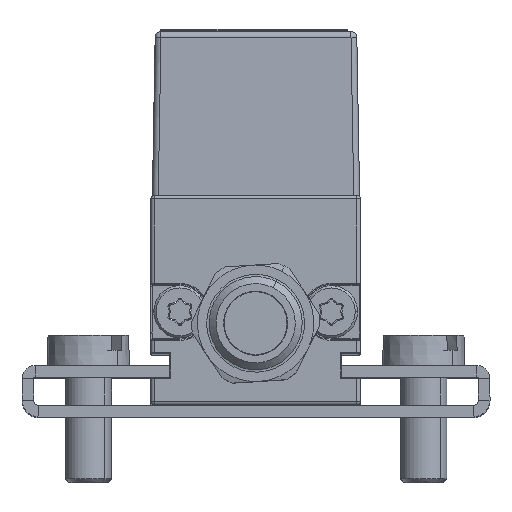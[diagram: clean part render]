
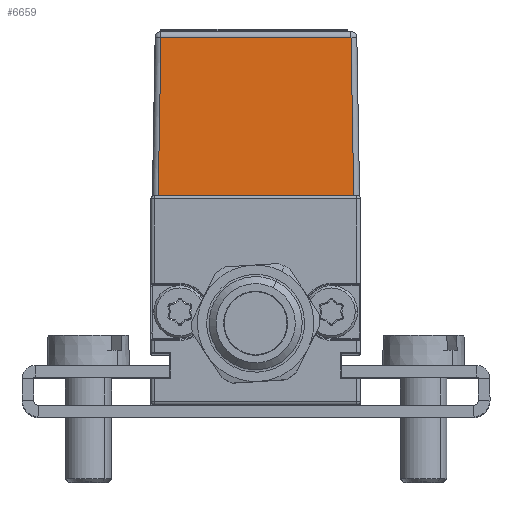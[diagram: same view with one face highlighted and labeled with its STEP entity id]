
A CAD part, top view. The second image highlights one B-rep face of the part: STEP entity #6659.
In plain terms, the highlighted planar face has unit normal (0, 0.018, 1).
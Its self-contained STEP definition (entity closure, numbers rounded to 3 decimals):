
#487 = DIRECTION ( 'NONE',  ( -0.017, -1., 0.017 ) ) ;
#1592 = PLANE ( 'NONE',  #21591 ) ;
#1885 = EDGE_LOOP ( 'NONE', ( #24137, #11293, #15182, #14965 ) ) ;
#1938 = FACE_OUTER_BOUND ( 'NONE', #1885, .T. ) ;
#2080 = VERTEX_POINT ( 'NONE', #7793 ) ;
#2307 = EDGE_CURVE ( 'NONE', #20766, #19241, #17994, .T. ) ;
#2524 = DIRECTION ( 'NONE',  ( 1., 0., 0. ) ) ;
#4338 = DIRECTION ( 'NONE',  ( -1., 0., 0. ) ) ;
#4703 = CARTESIAN_POINT ( 'NONE',  ( -8.868, 31.583, 82.771 ) ) ;
#4852 = CARTESIAN_POINT ( 'NONE',  ( 8.189, 31.583, 82.771 ) ) ;
#6455 = CARTESIAN_POINT ( 'NONE',  ( 8.421, 18.302, 83.003 ) ) ;
#6659 = ADVANCED_FACE ( 'NONE', ( #1938 ), #1592, .T. ) ;
#7793 = CARTESIAN_POINT ( 'NONE',  ( 8.426, 18., 83.009 ) ) ;
#8573 = DIRECTION ( 'NONE',  ( -0.017, 1., -0.017 ) ) ;
#8754 = CARTESIAN_POINT ( 'NONE',  ( -8.868, 18., 83.009 ) ) ;
#8841 = VECTOR ( 'NONE', #2524, 1000. ) ;
#9650 = EDGE_CURVE ( 'NONE', #19241, #17065, #26438, .T. ) ;
#10029 = CARTESIAN_POINT ( 'NONE',  ( -8.868, 18., 83.009 ) ) ;
#10075 = CARTESIAN_POINT ( 'NONE',  ( -8.366, 18., 83.009 ) ) ;
#11293 = ORIENTED_EDGE ( 'NONE', *, *, #2307, .T. ) ;
#12093 = DIRECTION ( 'NONE',  ( 0., -1., 0.017 ) ) ;
#12602 = VECTOR ( 'NONE', #4338, 1000. ) ;
#13395 = EDGE_CURVE ( 'NONE', #17065, #2080, #15575, .T. ) ;
#14965 = ORIENTED_EDGE ( 'NONE', *, *, #13395, .T. ) ;
#15182 = ORIENTED_EDGE ( 'NONE', *, *, #9650, .T. ) ;
#15575 = LINE ( 'NONE', #8754, #8841 ) ;
#16375 = LINE ( 'NONE', #6455, #24647 ) ;
#16454 = CARTESIAN_POINT ( 'NONE',  ( -8.366, 17.991, 83.009 ) ) ;
#16964 = CARTESIAN_POINT ( 'NONE',  ( -8.129, 31.583, 82.771 ) ) ;
#17065 = VERTEX_POINT ( 'NONE', #10075 ) ;
#17766 = EDGE_CURVE ( 'NONE', #2080, #20766, #16375, .T. ) ;
#17994 = LINE ( 'NONE', #4703, #12602 ) ;
#19241 = VERTEX_POINT ( 'NONE', #16964 ) ;
#20766 = VERTEX_POINT ( 'NONE', #4852 ) ;
#20789 = VECTOR ( 'NONE', #487, 1000. ) ;
#21591 = AXIS2_PLACEMENT_3D ( 'NONE', #10029, #24269, #12093 ) ;
#24137 = ORIENTED_EDGE ( 'NONE', *, *, #17766, .T. ) ;
#24269 = DIRECTION ( 'NONE',  ( 0., 0.017, 1. ) ) ;
#24647 = VECTOR ( 'NONE', #8573, 1000. ) ;
#26438 = LINE ( 'NONE', #16454, #20789 ) ;
